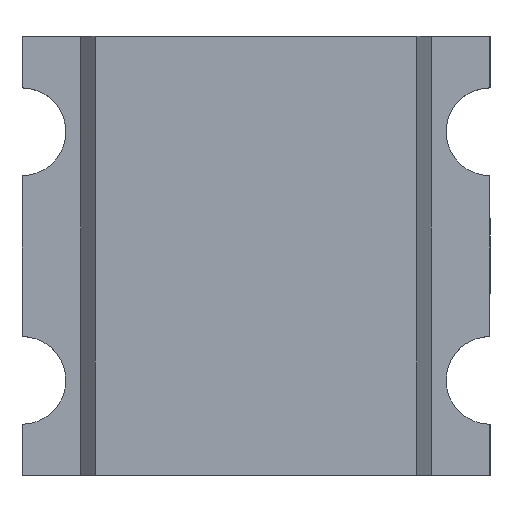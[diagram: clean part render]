
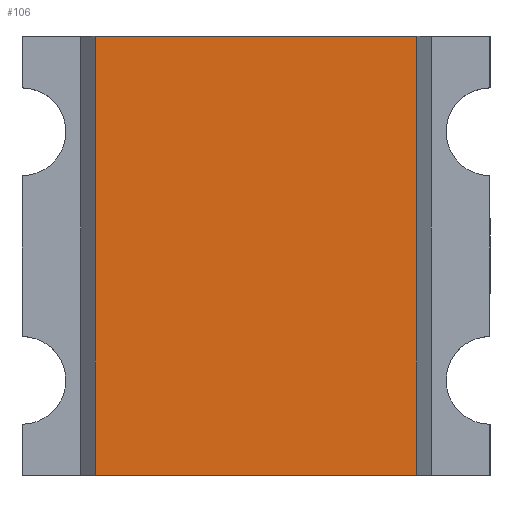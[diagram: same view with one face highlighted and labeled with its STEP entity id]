
A CAD part, top view. The second image highlights one B-rep face of the part: STEP entity #106.
In plain terms, the highlighted planar face has unit normal (0, 0, 1).
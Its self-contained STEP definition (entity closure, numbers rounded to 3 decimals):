
#53 = EDGE_CURVE ( 'NONE', #768, #550, #290, .T. ) ;
#106 = ADVANCED_FACE ( 'NONE', ( #1290 ), #483, .T. ) ;
#151 = CARTESIAN_POINT ( 'NONE',  ( -0.55, 0.75, 0.7 ) ) ;
#241 = ORIENTED_EDGE ( 'NONE', *, *, #1382, .F. ) ;
#269 = CARTESIAN_POINT ( 'NONE',  ( -0.55, -0.75, 0.7 ) ) ;
#290 = LINE ( 'NONE', #269, #1593 ) ;
#301 = ORIENTED_EDGE ( 'NONE', *, *, #504, .F. ) ;
#319 = VERTEX_POINT ( 'NONE', #1173 ) ;
#333 = DIRECTION ( 'NONE',  ( 0., 0., 1. ) ) ;
#352 = LINE ( 'NONE', #526, #549 ) ;
#379 = DIRECTION ( 'NONE',  ( 0., -1., 0. ) ) ;
#483 = PLANE ( 'NONE',  #1090 ) ;
#504 = EDGE_CURVE ( 'NONE', #319, #589, #563, .T. ) ;
#526 = CARTESIAN_POINT ( 'NONE',  ( -0.55, 2.032, 0.7 ) ) ;
#549 = VECTOR ( 'NONE', #1758, 1000. ) ;
#550 = VERTEX_POINT ( 'NONE', #940 ) ;
#563 = LINE ( 'NONE', #151, #1448 ) ;
#589 = VERTEX_POINT ( 'NONE', #1520 ) ;
#654 = LINE ( 'NONE', #1209, #693 ) ;
#693 = VECTOR ( 'NONE', #379, 1000. ) ;
#768 = VERTEX_POINT ( 'NONE', #1536 ) ;
#940 = CARTESIAN_POINT ( 'NONE',  ( -0.55, -0.75, 0.7 ) ) ;
#1090 = AXIS2_PLACEMENT_3D ( 'NONE', #1600, #333, #1147 ) ;
#1147 = DIRECTION ( 'NONE',  ( 1., 0., 0. ) ) ;
#1170 = ORIENTED_EDGE ( 'NONE', *, *, #1449, .T. ) ;
#1171 = EDGE_LOOP ( 'NONE', ( #301, #1170, #1584, #241 ) ) ;
#1173 = CARTESIAN_POINT ( 'NONE',  ( -0.55, 0.75, 0.7 ) ) ;
#1209 = CARTESIAN_POINT ( 'NONE',  ( 0.55, 2.032, 0.7 ) ) ;
#1235 = DIRECTION ( 'NONE',  ( 1., 0., 0. ) ) ;
#1290 = FACE_OUTER_BOUND ( 'NONE', #1171, .T. ) ;
#1382 = EDGE_CURVE ( 'NONE', #589, #768, #654, .T. ) ;
#1384 = DIRECTION ( 'NONE',  ( -1., 0., 0. ) ) ;
#1448 = VECTOR ( 'NONE', #1235, 1000. ) ;
#1449 = EDGE_CURVE ( 'NONE', #319, #550, #352, .T. ) ;
#1520 = CARTESIAN_POINT ( 'NONE',  ( 0.55, 0.75, 0.7 ) ) ;
#1536 = CARTESIAN_POINT ( 'NONE',  ( 0.55, -0.75, 0.7 ) ) ;
#1584 = ORIENTED_EDGE ( 'NONE', *, *, #53, .F. ) ;
#1593 = VECTOR ( 'NONE', #1384, 1000. ) ;
#1600 = CARTESIAN_POINT ( 'NONE',  ( -0.55, 2.032, 0.7 ) ) ;
#1758 = DIRECTION ( 'NONE',  ( 0., -1., 0. ) ) ;
